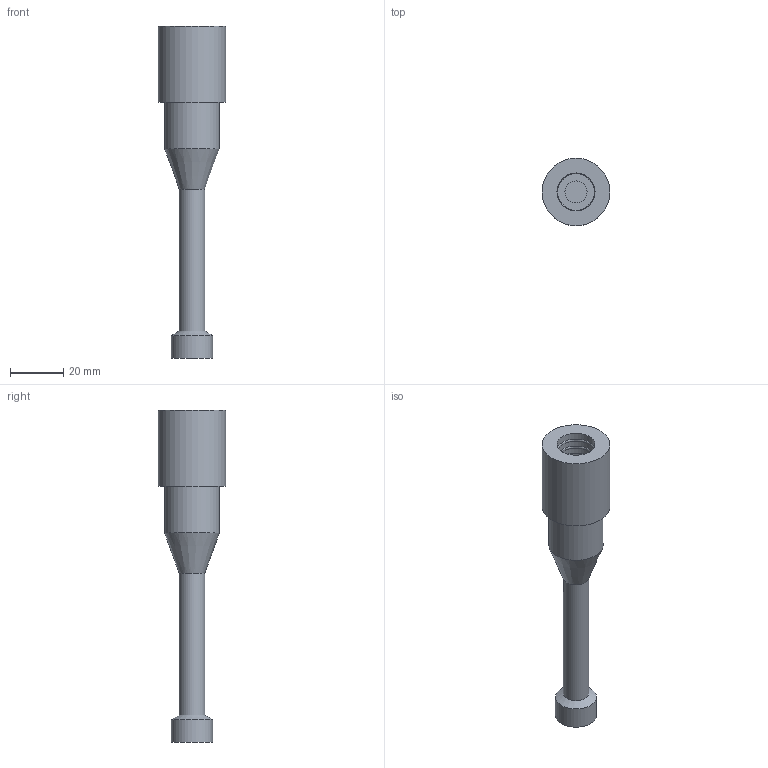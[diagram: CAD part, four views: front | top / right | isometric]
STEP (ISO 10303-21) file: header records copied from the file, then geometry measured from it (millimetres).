
FILE_DESCRIPTION(/* description */ (''),/* implementation_level */ '2;1');
FILE_NAME(/* name */ 'DCCXF.stp',/* time_stamp */ '2014-11-13T14:41:16+01:00',/* author */ ('sh'),/* organization */ (''),/* preprocessor_version */ 'ST-DEVELOPER v15.2',/* originating_system */ 'Autodesk Inventor 2014',/* authorisation */ '');
FILE_SCHEMA (('AUTOMOTIVE_DESIGN { 1 0 10303 214 3 1 1 }'));
Length unit declared in the file: inch
Products named in the file (1): DCCXF
Bounding box: 25.4 x 25.4 x 124.54 mm (x, y, z)
Volume: 23328.1 mm3; surface area: 9197.7 mm2
Topology: 2 solids, 2 shells, 41 faces, 75 edges, 45 vertices
Faces by surface type: cylinder 14, torus 11, plane 11, cone 4, bspline 1
Full cylindrical faces by diameter (mm): 9.525 x1, 11.1 x2, 11.811 x1, 12.065 x3, 14.275 x4, 15.494 x1, 20.625 x1, 25.4 x1
Entity records: 879 total; most frequent: DIRECTION 164, CARTESIAN_POINT 153, ORIENTED_EDGE 84, AXIS2_PLACEMENT_3D 82, EDGE_LOOP 77, EDGE_CURVE 42, FACE_OUTER_BOUND 41, CIRCLE 41
